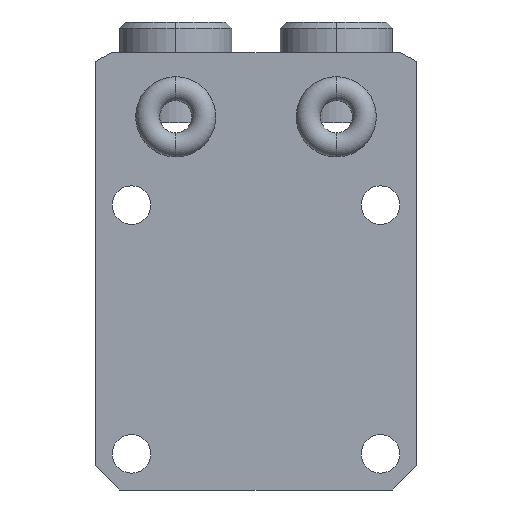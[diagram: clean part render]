
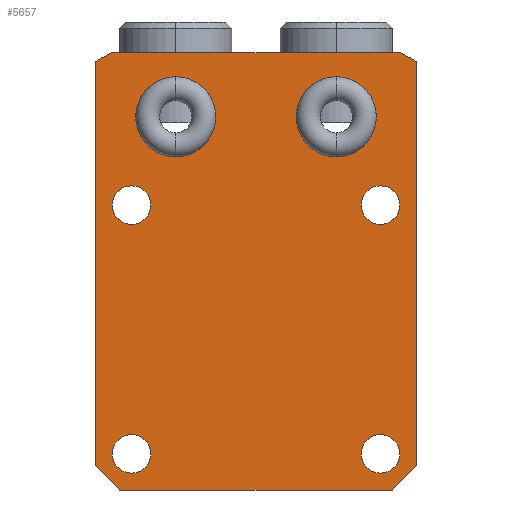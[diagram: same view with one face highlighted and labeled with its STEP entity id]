
A CAD part, front view. The second image highlights one B-rep face of the part: STEP entity #5657.
In plain terms, the highlighted planar face has unit normal (0, -1, 0).
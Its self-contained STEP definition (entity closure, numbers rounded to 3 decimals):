
#1481=CARTESIAN_POINT('',(0.,-26.,0.));
#1482=DIRECTION('',(0.,-1.,0.));
#1483=DIRECTION('',(0.514,0.,0.858));
#1484=AXIS2_PLACEMENT_3D('',#1481,#1482,#1483);
#1512=CARTESIAN_POINT('',(0.,-26.,0.));
#1513=DIRECTION('',(0.,-1.,0.));
#1514=DIRECTION('',(-0.462,0.,0.887));
#1515=AXIS2_PLACEMENT_3D('',#1512,#1513,#1514);
#2407=DIRECTION('',(0.707,0.,0.707));
#2408=VECTOR('',#2407,4.243);
#2409=CARTESIAN_POINT('',(17.,-26.,-20.));
#2410=LINE('',#2409,#2408);
#2414=DIRECTION('',(1.,0.,0.));
#2415=VECTOR('',#2414,34.);
#2416=CARTESIAN_POINT('',(-17.,-26.,-20.));
#2417=LINE('',#2416,#2415);
#2421=DIRECTION('',(0.707,0.,-0.707));
#2422=VECTOR('',#2421,4.243);
#2423=CARTESIAN_POINT('',(-20.,-26.,-17.));
#2424=LINE('',#2423,#2422);
#2428=DIRECTION('',(0.,0.,-1.));
#2429=VECTOR('',#2428,50.359);
#2430=CARTESIAN_POINT('',(-20.,-26.,33.359));
#2431=LINE('',#2430,#2429);
#2435=DIRECTION('',(-1.,0.,0.));
#2436=VECTOR('',#2435,35.921);
#2437=CARTESIAN_POINT('',(17.96,-26.,34.5));
#2438=LINE('',#2437,#2436);
#2442=DIRECTION('',(0.,0.,1.));
#2443=VECTOR('',#2442,50.359);
#2444=CARTESIAN_POINT('',(20.,-26.,-17.));
#2445=LINE('',#2444,#2443);
#2449=CARTESIAN_POINT('',(15.5,-26.,-15.5));
#2450=DIRECTION('',(0.,1.,0.));
#2451=DIRECTION('',(1.,0.,0.));
#2452=AXIS2_PLACEMENT_3D('',#2449,#2450,#2451);
#2457=CARTESIAN_POINT('',(15.5,-26.,-15.5));
#2458=DIRECTION('',(0.,1.,0.));
#2459=DIRECTION('',(-1.,0.,0.));
#2460=AXIS2_PLACEMENT_3D('',#2457,#2458,#2459);
#2465=CARTESIAN_POINT('',(-15.5,-26.,-15.5));
#2466=DIRECTION('',(0.,1.,0.));
#2467=DIRECTION('',(1.,0.,0.));
#2468=AXIS2_PLACEMENT_3D('',#2465,#2466,#2467);
#2473=CARTESIAN_POINT('',(-15.5,-26.,-15.5));
#2474=DIRECTION('',(0.,1.,0.));
#2475=DIRECTION('',(-1.,0.,0.));
#2476=AXIS2_PLACEMENT_3D('',#2473,#2474,#2475);
#2481=CARTESIAN_POINT('',(-15.5,-26.,15.5));
#2482=DIRECTION('',(0.,1.,0.));
#2483=DIRECTION('',(1.,0.,0.));
#2484=AXIS2_PLACEMENT_3D('',#2481,#2482,#2483);
#2489=CARTESIAN_POINT('',(-15.5,-26.,15.5));
#2490=DIRECTION('',(0.,1.,0.));
#2491=DIRECTION('',(-1.,0.,0.));
#2492=AXIS2_PLACEMENT_3D('',#2489,#2490,#2491);
#2497=CARTESIAN_POINT('',(15.5,-26.,15.5));
#2498=DIRECTION('',(0.,1.,0.));
#2499=DIRECTION('',(1.,0.,0.));
#2500=AXIS2_PLACEMENT_3D('',#2497,#2498,#2499);
#2505=CARTESIAN_POINT('',(15.5,-26.,15.5));
#2506=DIRECTION('',(0.,1.,0.));
#2507=DIRECTION('',(-1.,0.,0.));
#2508=AXIS2_PLACEMENT_3D('',#2505,#2506,#2507);
#2513=CARTESIAN_POINT('',(10.,-26.,26.5));
#2514=DIRECTION('',(0.,-1.,0.));
#2515=DIRECTION('',(-1.,0.,0.));
#2516=AXIS2_PLACEMENT_3D('',#2513,#2514,#2515);
#2521=CARTESIAN_POINT('',(10.,-26.,26.5));
#2522=DIRECTION('',(0.,-1.,0.));
#2523=DIRECTION('',(1.,0.,0.));
#2524=AXIS2_PLACEMENT_3D('',#2521,#2522,#2523);
#2529=CARTESIAN_POINT('',(-10.,-26.,26.5));
#2530=DIRECTION('',(0.,1.,0.));
#2531=DIRECTION('',(1.,0.,0.));
#2532=AXIS2_PLACEMENT_3D('',#2529,#2530,#2531);
#2537=CARTESIAN_POINT('',(-10.,-26.,26.5));
#2538=DIRECTION('',(0.,1.,0.));
#2539=DIRECTION('',(-1.,0.,0.));
#2540=AXIS2_PLACEMENT_3D('',#2537,#2538,#2539);
#3401=CARTESIAN_POINT('',(20.,-26.,33.359));
#3403=VERTEX_POINT('',#3401);
#3405=CARTESIAN_POINT('',(-20.,-26.,33.359));
#3407=VERTEX_POINT('',#3405);
#3408=CARTESIAN_POINT('',(17.,-26.,-20.));
#3410=VERTEX_POINT('',#3408);
#3414=CARTESIAN_POINT('',(20.,-26.,-17.));
#3415=VERTEX_POINT('',#3414);
#3416=CARTESIAN_POINT('',(-20.,-26.,-17.));
#3418=VERTEX_POINT('',#3416);
#3422=CARTESIAN_POINT('',(-17.,-26.,-20.));
#3423=VERTEX_POINT('',#3422);
#3440=CARTESIAN_POINT('',(17.9,-26.,-15.5));
#3441=VERTEX_POINT('',#3440);
#3442=CARTESIAN_POINT('',(13.1,-26.,-15.5));
#3443=VERTEX_POINT('',#3442);
#3444=CARTESIAN_POINT('',(-13.1,-26.,-15.5));
#3445=VERTEX_POINT('',#3444);
#3446=CARTESIAN_POINT('',(-17.9,-26.,-15.5));
#3447=VERTEX_POINT('',#3446);
#3448=CARTESIAN_POINT('',(-13.1,-26.,15.5));
#3449=VERTEX_POINT('',#3448);
#3450=CARTESIAN_POINT('',(-17.9,-26.,15.5));
#3451=VERTEX_POINT('',#3450);
#3452=CARTESIAN_POINT('',(17.9,-26.,15.5));
#3453=VERTEX_POINT('',#3452);
#3454=CARTESIAN_POINT('',(13.1,-26.,15.5));
#3455=VERTEX_POINT('',#3454);
#3473=CARTESIAN_POINT('',(17.96,-26.,34.5));
#3474=VERTEX_POINT('',#3473);
#3483=CARTESIAN_POINT('',(-17.96,-26.,34.5));
#3484=VERTEX_POINT('',#3483);
#3515=CARTESIAN_POINT('',(5.,-26.,26.5));
#3516=CARTESIAN_POINT('',(15.,-26.,26.5));
#3517=VERTEX_POINT('',#3515);
#3518=VERTEX_POINT('',#3516);
#3551=CARTESIAN_POINT('',(-5.,-26.,26.5));
#3552=VERTEX_POINT('',#3551);
#3553=CARTESIAN_POINT('',(-15.,-26.,26.5));
#3554=VERTEX_POINT('',#3553);
#5605=CARTESIAN_POINT('',(0.,-26.,0.));
#5606=DIRECTION('',(0.,-1.,0.));
#5607=DIRECTION('',(-1.,0.,0.));
#5608=AXIS2_PLACEMENT_3D('',#5605,#5606,#5607);
#5609=PLANE('',#5608);
#5610=ORIENTED_EDGE('',*,*,#4779,.F.);
#5611=ORIENTED_EDGE('',*,*,#4796,.F.);
#5612=ORIENTED_EDGE('',*,*,#4808,.F.);
#5613=ORIENTED_EDGE('',*,*,#4824,.F.);
#5614=ORIENTED_EDGE('',*,*,#4859,.F.);
#5615=ORIENTED_EDGE('',*,*,#4903,.F.);
#5616=ORIENTED_EDGE('',*,*,#4843,.F.);
#5618=ORIENTED_EDGE('',*,*,#5617,.F.);
#5619=EDGE_LOOP('',(#5610,#5611,#5612,#5613,#5614,#5615,#5616,#5618));
#5620=FACE_OUTER_BOUND('',#5619,.F.);
#5622=ORIENTED_EDGE('',*,*,#5621,.F.);
#5624=ORIENTED_EDGE('',*,*,#5623,.F.);
#5625=EDGE_LOOP('',(#5622,#5624));
#5626=FACE_BOUND('',#5625,.F.);
#5628=ORIENTED_EDGE('',*,*,#5627,.F.);
#5630=ORIENTED_EDGE('',*,*,#5629,.F.);
#5631=EDGE_LOOP('',(#5628,#5630));
#5632=FACE_BOUND('',#5631,.F.);
#5634=ORIENTED_EDGE('',*,*,#5633,.F.);
#5636=ORIENTED_EDGE('',*,*,#5635,.F.);
#5637=EDGE_LOOP('',(#5634,#5636));
#5638=FACE_BOUND('',#5637,.F.);
#5640=ORIENTED_EDGE('',*,*,#5639,.F.);
#5642=ORIENTED_EDGE('',*,*,#5641,.F.);
#5643=EDGE_LOOP('',(#5640,#5642));
#5644=FACE_BOUND('',#5643,.F.);
#5646=ORIENTED_EDGE('',*,*,#5645,.T.);
#5648=ORIENTED_EDGE('',*,*,#5647,.T.);
#5649=EDGE_LOOP('',(#5646,#5648));
#5650=FACE_BOUND('',#5649,.F.);
#5652=ORIENTED_EDGE('',*,*,#5651,.F.);
#5654=ORIENTED_EDGE('',*,*,#5653,.F.);
#5655=EDGE_LOOP('',(#5652,#5654));
#5656=FACE_BOUND('',#5655,.F.);
#5657=ADVANCED_FACE('',(#5620,#5626,#5632,#5638,#5644,#5650,#5656),#5609,.T.);
#1485=CIRCLE('',#1484,38.895);
#1516=CIRCLE('',#1515,38.895);
#2453=CIRCLE('',#2452,2.4);
#2461=CIRCLE('',#2460,2.4);
#2469=CIRCLE('',#2468,2.4);
#2477=CIRCLE('',#2476,2.4);
#2485=CIRCLE('',#2484,2.4);
#2493=CIRCLE('',#2492,2.4);
#2501=CIRCLE('',#2500,2.4);
#2509=CIRCLE('',#2508,2.4);
#2517=CIRCLE('',#2516,5.);
#2525=CIRCLE('',#2524,5.);
#2533=CIRCLE('',#2532,5.);
#2541=CIRCLE('',#2540,5.);
#4779=EDGE_CURVE('',#3410,#3415,#2410,.T.);
#4796=EDGE_CURVE('',#3423,#3410,#2417,.T.);
#4808=EDGE_CURVE('',#3418,#3423,#2424,.T.);
#4824=EDGE_CURVE('',#3407,#3418,#2431,.T.);
#4843=EDGE_CURVE('',#3403,#3474,#1485,.T.);
#4859=EDGE_CURVE('',#3484,#3407,#1516,.T.);
#4903=EDGE_CURVE('',#3474,#3484,#2438,.T.);
#5617=EDGE_CURVE('',#3415,#3403,#2445,.T.);
#5621=EDGE_CURVE('',#3441,#3443,#2453,.T.);
#5623=EDGE_CURVE('',#3443,#3441,#2461,.T.);
#5627=EDGE_CURVE('',#3445,#3447,#2469,.T.);
#5629=EDGE_CURVE('',#3447,#3445,#2477,.T.);
#5633=EDGE_CURVE('',#3449,#3451,#2485,.T.);
#5635=EDGE_CURVE('',#3451,#3449,#2493,.T.);
#5639=EDGE_CURVE('',#3453,#3455,#2501,.T.);
#5641=EDGE_CURVE('',#3455,#3453,#2509,.T.);
#5645=EDGE_CURVE('',#3517,#3518,#2517,.T.);
#5647=EDGE_CURVE('',#3518,#3517,#2525,.T.);
#5651=EDGE_CURVE('',#3552,#3554,#2533,.T.);
#5653=EDGE_CURVE('',#3554,#3552,#2541,.T.);
